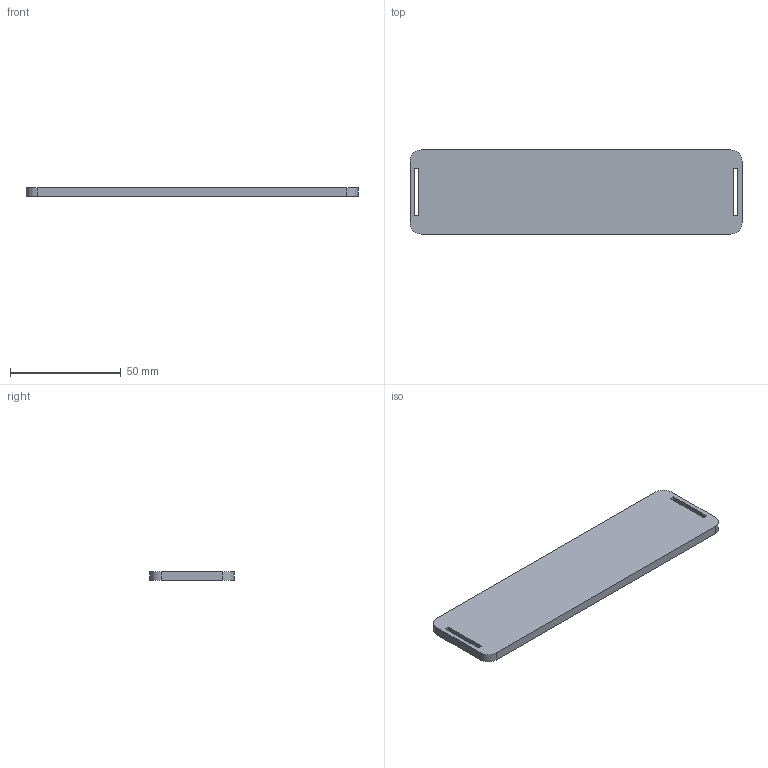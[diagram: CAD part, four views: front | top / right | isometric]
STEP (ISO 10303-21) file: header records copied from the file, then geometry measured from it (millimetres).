
FILE_DESCRIPTION(('STEP AP214'),'1');
FILE_NAME('Battery Holder.A.0.stp','2013-08-04T21:06:28',(' '),(' '),'Spatial InterOp 3D',' ',' ');
FILE_SCHEMA(('automotive_design'));
Length unit declared in the file: millimetre
Products named in the file (1): Battery Holder
Bounding box: 150 x 38 x 4 mm (x, y, z)
Volume: 16414.2 mm3; surface area: 13510.7 mm2
Topology: 1 solids, 1 shells, 17 faces, 48 edges, 32 vertices
Faces by surface type: plane 13, cylinder 4
Entity records: 710 total; most frequent: CARTESIAN_POINT 98, ORIENTED_EDGE 96, DIRECTION 92, EDGE_CURVE 48, LINE 40, VECTOR 40, VERTEX_POINT 32, AXIS2_PLACEMENT_3D 26
